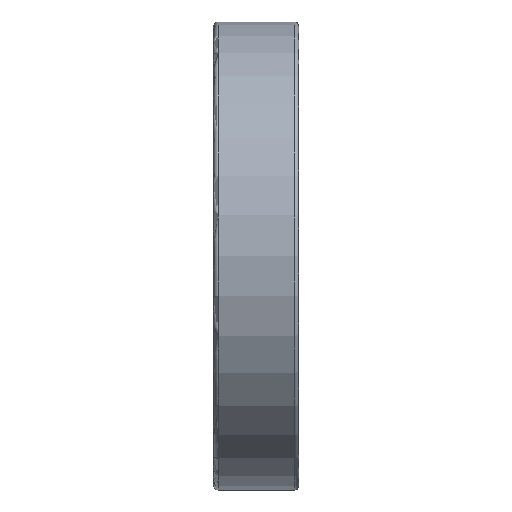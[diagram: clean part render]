
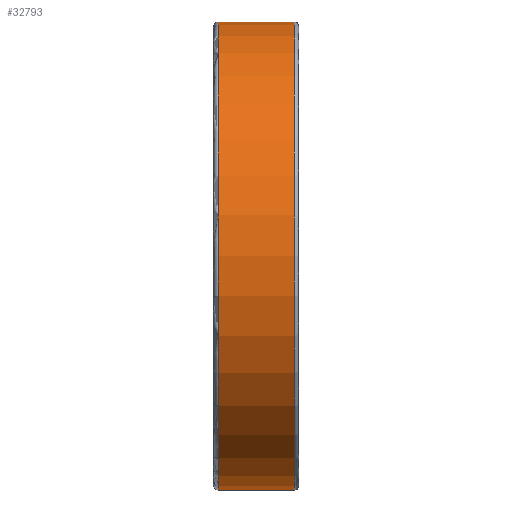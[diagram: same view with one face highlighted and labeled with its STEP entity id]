
A CAD part, top view. The second image highlights one B-rep face of the part: STEP entity #32793.
In plain terms, the highlighted cylindrical face has radius 55 mm (diameter 110 mm), a partial arc.
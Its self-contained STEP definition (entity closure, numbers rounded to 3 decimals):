
#23368=DIRECTION('',(-1.,0.,0.));
#23369=VECTOR('',#23368,17.9);
#23370=CARTESIAN_POINT('',(9.,55.,0.));
#23371=LINE('',#23370,#23369);
#23375=DIRECTION('',(-1.,0.,0.));
#23376=VECTOR('',#23375,17.9);
#23377=CARTESIAN_POINT('',(9.,-55.,0.));
#23378=LINE('',#23377,#23376);
#23390=CARTESIAN_POINT('',(9.,0.,0.));
#23391=DIRECTION('',(1.,0.,0.));
#23392=DIRECTION('',(0.,1.,0.));
#23393=AXIS2_PLACEMENT_3D('',#23390,#23391,#23392);
#23398=CARTESIAN_POINT('',(-8.9,0.,0.));
#23399=DIRECTION('',(1.,0.,0.));
#23400=DIRECTION('',(0.,1.,0.));
#23401=AXIS2_PLACEMENT_3D('',#23398,#23399,#23400);
#29977=CARTESIAN_POINT('',(9.,55.,0.));
#29978=CARTESIAN_POINT('',(-8.9,55.,0.));
#29979=VERTEX_POINT('',#29977);
#29980=VERTEX_POINT('',#29978);
#29989=CARTESIAN_POINT('',(9.,-55.,0.));
#29990=CARTESIAN_POINT('',(-8.9,-55.,0.));
#29991=VERTEX_POINT('',#29989);
#29992=VERTEX_POINT('',#29990);
#32781=CARTESIAN_POINT('',(-11.,0.,0.));
#32782=DIRECTION('',(1.,0.,0.));
#32783=DIRECTION('',(0.,-1.,0.));
#32784=AXIS2_PLACEMENT_3D('',#32781,#32782,#32783);
#32785=CYLINDRICAL_SURFACE('',#32784,55.);
#32786=ORIENTED_EDGE('',*,*,#32771,.F.);
#32787=ORIENTED_EDGE('',*,*,#32748,.T.);
#32788=ORIENTED_EDGE('',*,*,#32775,.T.);
#32790=ORIENTED_EDGE('',*,*,#32789,.F.);
#32791=EDGE_LOOP('',(#32786,#32787,#32788,#32790));
#32792=FACE_OUTER_BOUND('',#32791,.F.);
#23394=CIRCLE('',#23393,55.);
#23402=CIRCLE('',#23401,55.);
#32748=EDGE_CURVE('',#29979,#29991,#23394,.T.);
#32771=EDGE_CURVE('',#29979,#29980,#23371,.T.);
#32775=EDGE_CURVE('',#29991,#29992,#23378,.T.);
#32789=EDGE_CURVE('',#29980,#29992,#23402,.T.);
#32793=ADVANCED_FACE('',(#32792),#32785,.T.);
